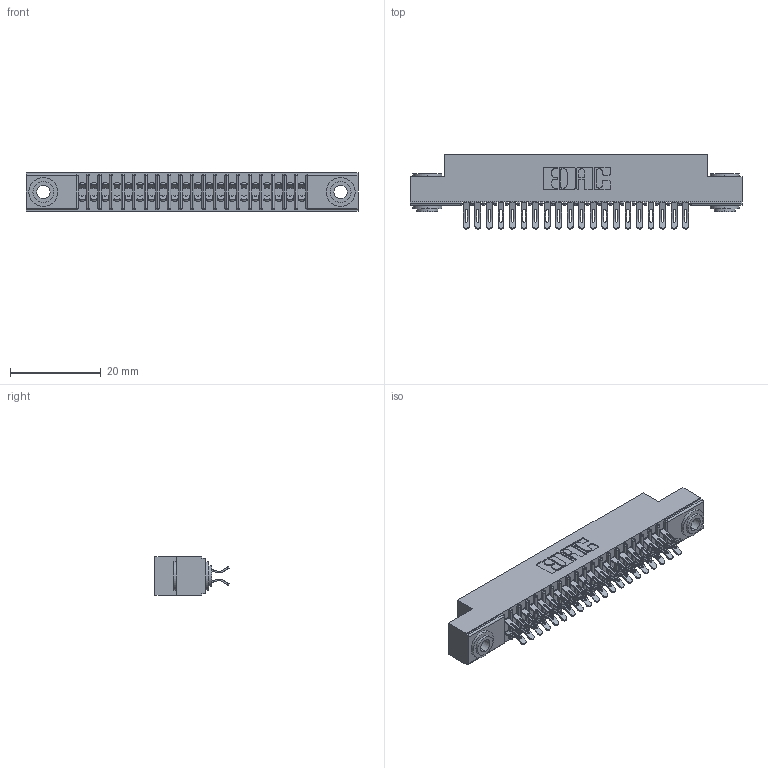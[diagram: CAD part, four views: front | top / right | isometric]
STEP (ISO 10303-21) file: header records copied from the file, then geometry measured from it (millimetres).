
FILE_DESCRIPTION (( 'STEP AP203' ), '1' );
FILE_NAME ('341-040-555-203.STEP', '2018-08-07T00:38:22', ( '' ), ( '' ), 'SwSTEP 2.0', 'SolidWorks 2016', '' );
FILE_SCHEMA (( 'CONFIG_CONTROL_DESIGN' ));
Length unit declared in the file: inch
Products named in the file (4): 341 Part_.156 (3.96) Dia Mounting Holes; 341-292-001_341-292-155; 345-250-002_345-250-002-102; 341-040-555-203
Assembly tree (43 placements, depth 2):
  341-040-555-203
    341 Part_.156 (3.96) Dia Mounting Holes
    341-292-001_341-292-155  x40
    345-250-002_345-250-002-102  x2
Bounding box: 73.03 x 16.31 x 8.38 mm (x, y, z)
Volume: 4215 mm3; surface area: 9210.4 mm2
Topology: 43 solids, 43 shells, 3288 faces, 9768 edges, 6358 vertices
Faces by surface type: plane 1772, cylinder 1428, sphere 42, torus 38, cone 8
Entity records: 28670 total; most frequent: CARTESIAN_POINT 4763, ORIENTED_EDGE 4712, DIRECTION 4644, EDGE_CURVE 2356, LINE 1854, VECTOR 1854, VERTEX_POINT 1498, AXIS2_PLACEMENT_3D 1395
